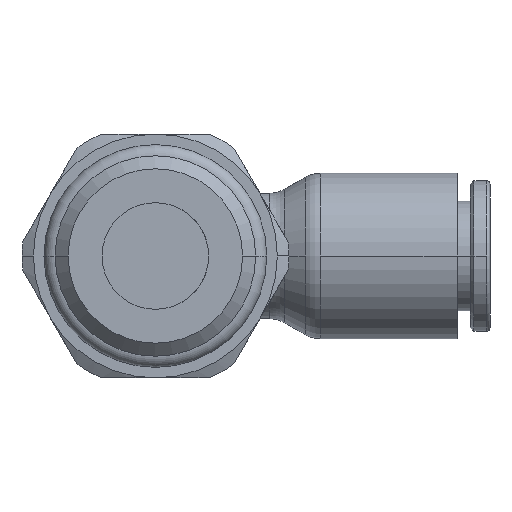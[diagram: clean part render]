
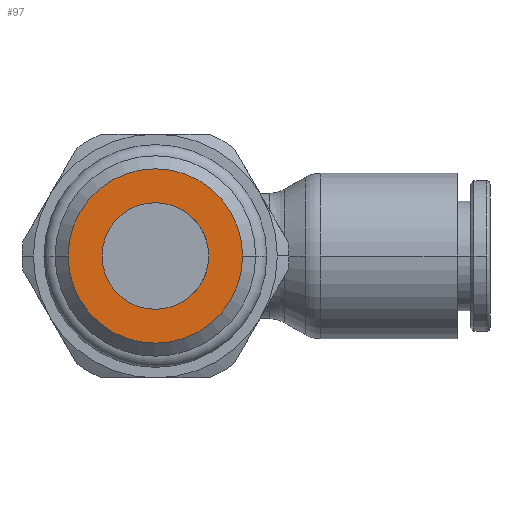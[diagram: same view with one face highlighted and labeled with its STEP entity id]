
A CAD part, front view. The second image highlights one B-rep face of the part: STEP entity #97.
In plain terms, the highlighted planar face has unit normal (0, -1, 0).
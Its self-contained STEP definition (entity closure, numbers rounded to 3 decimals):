
#97=ADVANCED_FACE('',(#271,#272),#273,.T.);
#271=FACE_BOUND('',#525,.T.);
#272=FACE_OUTER_BOUND('',#526,.T.);
#273=PLANE('',#527);
#525=EDGE_LOOP('',(#1090,#1091));
#526=EDGE_LOOP('',(#1092,#1093));
#527=AXIS2_PLACEMENT_3D('',#1094,#1095,#1096);
#1090=ORIENTED_EDGE('',*,*,#1861,.T.);
#1091=ORIENTED_EDGE('',*,*,#1867,.T.);
#1092=ORIENTED_EDGE('',*,*,#1851,.T.);
#1093=ORIENTED_EDGE('',*,*,#1870,.T.);
#1094=CARTESIAN_POINT('',(0.0,-9.999,0.0));
#1095=DIRECTION('',(0.0,-1.0,0.0));
#1096=DIRECTION('',(-1.0,0.0,0.0));
#1851=EDGE_CURVE('',#2300,#2303,#2305,.T.);
#1861=EDGE_CURVE('',#2322,#2319,#2323,.T.);
#1867=EDGE_CURVE('',#2319,#2322,#2330,.T.);
#1870=EDGE_CURVE('',#2303,#2300,#2333,.T.);
#2300=VERTEX_POINT('',#2977);
#2303=VERTEX_POINT('',#2981);
#2305=CIRCLE('',#2984,5.723);
#2319=VERTEX_POINT('',#3036);
#2322=VERTEX_POINT('',#3040);
#2323=CIRCLE('',#3041,3.5);
#2330=CIRCLE('',#3083,3.5);
#2333=CIRCLE('',#3086,5.723);
#2977=CARTESIAN_POINT('',(5.723,-9.999,0.0));
#2981=CARTESIAN_POINT('',(-5.723,-9.999,0.));
#2984=AXIS2_PLACEMENT_3D('',#3930,#3931,#3932);
#3036=CARTESIAN_POINT('',(3.5,-9.999,0.));
#3040=CARTESIAN_POINT('',(-3.5,-9.999,0.));
#3041=AXIS2_PLACEMENT_3D('',#3944,#3945,#3946);
#3083=AXIS2_PLACEMENT_3D('',#3954,#3955,#3956);
#3086=AXIS2_PLACEMENT_3D('',#3963,#3964,#3965);
#3930=CARTESIAN_POINT('',(0.0,-9.999,0.0));
#3931=DIRECTION('',(0.0,-1.0,0.0));
#3932=DIRECTION('',(1.0,0.0,0.0));
#3944=CARTESIAN_POINT('',(0.0,-9.999,0.0));
#3945=DIRECTION('',(-0.0,1.0,0.0));
#3946=DIRECTION('',(1.0,0.0,0.0));
#3954=CARTESIAN_POINT('',(0.0,-9.999,0.0));
#3955=DIRECTION('',(-0.0,1.0,0.0));
#3956=DIRECTION('',(1.0,0.0,0.0));
#3963=CARTESIAN_POINT('',(0.0,-9.999,0.0));
#3964=DIRECTION('',(0.0,-1.0,0.0));
#3965=DIRECTION('',(1.0,0.0,0.0));
